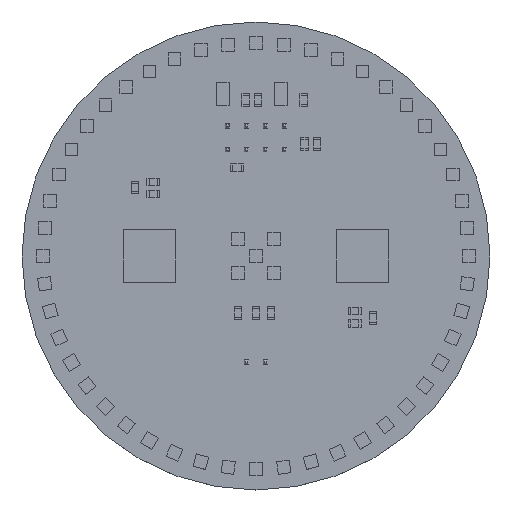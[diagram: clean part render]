
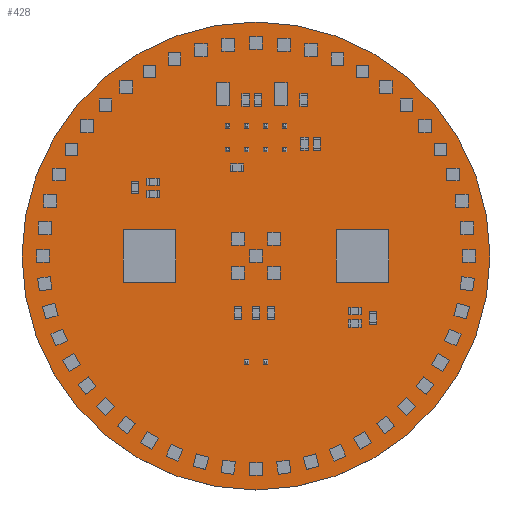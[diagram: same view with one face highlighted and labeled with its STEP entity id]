
A CAD part, top view. The second image highlights one B-rep face of the part: STEP entity #428.
In plain terms, the highlighted planar face has unit normal (0, 0, 1).
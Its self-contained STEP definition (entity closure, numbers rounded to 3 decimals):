
#335 = VERTEX_POINT('',#336);
#336 = CARTESIAN_POINT('',(31.25,0.,1.646));
#343 = CYLINDRICAL_SURFACE('',#344,31.25);
#344 = AXIS2_PLACEMENT_3D('',#345,#346,#347);
#345 = CARTESIAN_POINT('',(0.,0.,0.));
#346 = DIRECTION('',(0.,0.,-1.));
#347 = DIRECTION('',(1.,0.,0.));
#362 = EDGE_CURVE('',#335,#335,#363,.T.);
#363 = SURFACE_CURVE('',#364,(#369,#376),.PCURVE_S1.);
#364 = CIRCLE('',#365,31.25);
#365 = AXIS2_PLACEMENT_3D('',#366,#367,#368);
#366 = CARTESIAN_POINT('',(0.,0.,1.646));
#367 = DIRECTION('',(0.,0.,1.));
#368 = DIRECTION('',(1.,0.,0.));
#369 = PCURVE('',#343,#370);
#370 = DEFINITIONAL_REPRESENTATION('',(#371),#375);
#371 = LINE('',#372,#373);
#372 = CARTESIAN_POINT('',(0.,-1.646));
#373 = VECTOR('',#374,1.);
#374 = DIRECTION('',(-1.,0.));
#375 = ( GEOMETRIC_REPRESENTATION_CONTEXT(2) 
PARAMETRIC_REPRESENTATION_CONTEXT() REPRESENTATION_CONTEXT('2D SPACE',''
  ) );
#376 = PCURVE('',#377,#382);
#377 = PLANE('',#378);
#378 = AXIS2_PLACEMENT_3D('',#379,#380,#381);
#379 = CARTESIAN_POINT('',(31.25,0.,1.646));
#380 = DIRECTION('',(0.,0.,-1.));
#381 = DIRECTION('',(-1.,0.,0.));
#382 = DEFINITIONAL_REPRESENTATION('',(#383),#391);
#383 = ( BOUNDED_CURVE() B_SPLINE_CURVE(2,(#384,#385,#386,#387,#388,#389
,#390),.UNSPECIFIED.,.F.,.F.) B_SPLINE_CURVE_WITH_KNOTS((1,2,2,2,2,1),(
    -2.094,0.,2.094,4.189,6.283,
8.378),.UNSPECIFIED.) CURVE() GEOMETRIC_REPRESENTATION_ITEM() 
RATIONAL_B_SPLINE_CURVE((1.,0.5,1.,0.5,1.,0.5,1.)) REPRESENTATION_ITEM(
  '') );
#384 = CARTESIAN_POINT('',(0.,0.));
#385 = CARTESIAN_POINT('',(0.,54.127));
#386 = CARTESIAN_POINT('',(46.875,27.063));
#387 = CARTESIAN_POINT('',(93.75,0.));
#388 = CARTESIAN_POINT('',(46.875,-27.063));
#389 = CARTESIAN_POINT('',(0.,-54.127));
#390 = CARTESIAN_POINT('',(0.,0.));
#391 = ( GEOMETRIC_REPRESENTATION_CONTEXT(2) 
PARAMETRIC_REPRESENTATION_CONTEXT() REPRESENTATION_CONTEXT('2D SPACE',''
  ) );
#428 = ADVANCED_FACE('',(#429),#377,.F.);
#429 = FACE_BOUND('',#430,.T.);
#430 = EDGE_LOOP('',(#431));
#431 = ORIENTED_EDGE('',*,*,#362,.T.);
